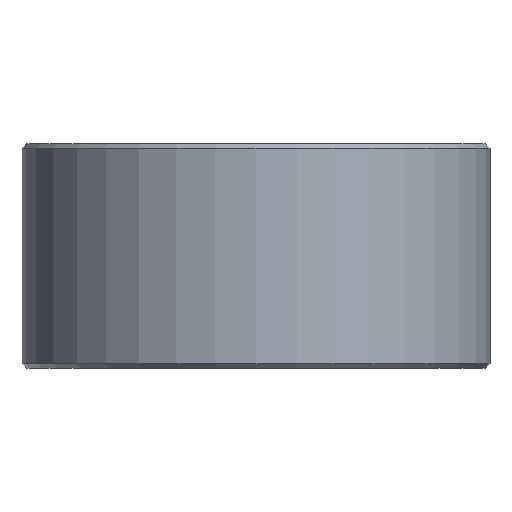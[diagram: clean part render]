
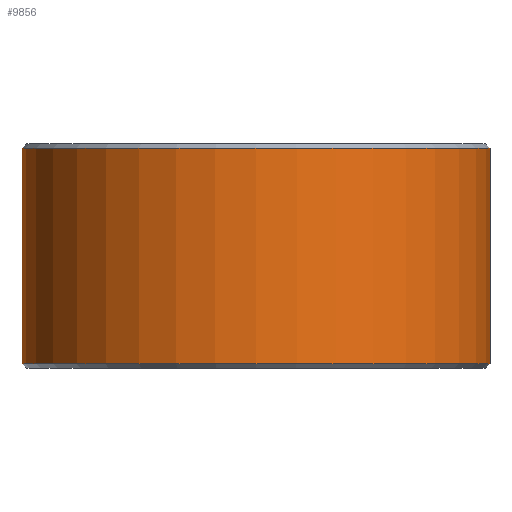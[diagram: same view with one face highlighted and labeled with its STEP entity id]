
A CAD part, front view. The second image highlights one B-rep face of the part: STEP entity #9856.
In plain terms, the highlighted cylindrical face has radius 12.7 mm (diameter 25.4 mm), a partial arc.
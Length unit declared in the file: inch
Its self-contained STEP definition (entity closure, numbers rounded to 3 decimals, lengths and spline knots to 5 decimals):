
#582 = DIRECTION ( 'NONE',  ( -1., 0., 0. ) ) ;
#747 = LINE ( 'NONE', #12868, #18648 ) ;
#751 = CARTESIAN_POINT ( 'NONE',  ( -0.5, 0., -0.23 ) ) ;
#1131 = EDGE_CURVE ( 'NONE', #14337, #7521, #747, .T. ) ;
#1891 = LINE ( 'NONE', #18892, #20080 ) ;
#3965 = VERTEX_POINT ( 'NONE', #751 ) ;
#5417 = DIRECTION ( 'NONE',  ( 0., 0., -1. ) ) ;
#5896 = AXIS2_PLACEMENT_3D ( 'NONE', #21014, #7192, #582 ) ;
#6788 = AXIS2_PLACEMENT_3D ( 'NONE', #17376, #8472, #11904 ) ;
#7192 = DIRECTION ( 'NONE',  ( 0., 0., -1. ) ) ;
#7521 = VERTEX_POINT ( 'NONE', #18422 ) ;
#7656 = CIRCLE ( 'NONE', #6788, 0.5 ) ;
#8472 = DIRECTION ( 'NONE',  ( 0., 0., 1. ) ) ;
#9498 = DIRECTION ( 'NONE',  ( 0., 0., -1. ) ) ;
#9775 = DIRECTION ( 'NONE',  ( 0., 0., -1. ) ) ;
#9856 = ADVANCED_FACE ( 'NONE', ( #17991 ), #12974, .T. ) ;
#10042 = ORIENTED_EDGE ( 'NONE', *, *, #1131, .F. ) ;
#10369 = ORIENTED_EDGE ( 'NONE', *, *, #19752, .T. ) ;
#11904 = DIRECTION ( 'NONE',  ( 1., 0., 0. ) ) ;
#12267 = ORIENTED_EDGE ( 'NONE', *, *, #16113, .T. ) ;
#12831 = CARTESIAN_POINT ( 'NONE',  ( 0.5, 0., 0.23 ) ) ;
#12868 = CARTESIAN_POINT ( 'NONE',  ( 0.5, 0., 0.24 ) ) ;
#12974 = CYLINDRICAL_SURFACE ( 'NONE', #5896, 0.5 ) ;
#13072 = AXIS2_PLACEMENT_3D ( 'NONE', #20153, #9775, #21536 ) ;
#13100 = CIRCLE ( 'NONE', #13072, 0.5 ) ;
#14337 = VERTEX_POINT ( 'NONE', #12831 ) ;
#16002 = ORIENTED_EDGE ( 'NONE', *, *, #18178, .T. ) ;
#16113 = EDGE_CURVE ( 'NONE', #16181, #3965, #1891, .T. ) ;
#16181 = VERTEX_POINT ( 'NONE', #20888 ) ;
#17376 = CARTESIAN_POINT ( 'NONE',  ( 0., 0., -0.23 ) ) ;
#17991 = FACE_OUTER_BOUND ( 'NONE', #19763, .T. ) ;
#18178 = EDGE_CURVE ( 'NONE', #3965, #7521, #7656, .T. ) ;
#18422 = CARTESIAN_POINT ( 'NONE',  ( 0.5, 0., -0.23 ) ) ;
#18648 = VECTOR ( 'NONE', #9498, 39.37008 ) ;
#18892 = CARTESIAN_POINT ( 'NONE',  ( -0.5, 0., 0.24 ) ) ;
#19752 = EDGE_CURVE ( 'NONE', #14337, #16181, #13100, .T. ) ;
#19763 = EDGE_LOOP ( 'NONE', ( #10042, #10369, #12267, #16002 ) ) ;
#20080 = VECTOR ( 'NONE', #5417, 39.37008 ) ;
#20153 = CARTESIAN_POINT ( 'NONE',  ( 0., 0., 0.23 ) ) ;
#20888 = CARTESIAN_POINT ( 'NONE',  ( -0.5, 0., 0.23 ) ) ;
#21014 = CARTESIAN_POINT ( 'NONE',  ( 0., 0., 0.24 ) ) ;
#21536 = DIRECTION ( 'NONE',  ( 1., 0., 0. ) ) ;
